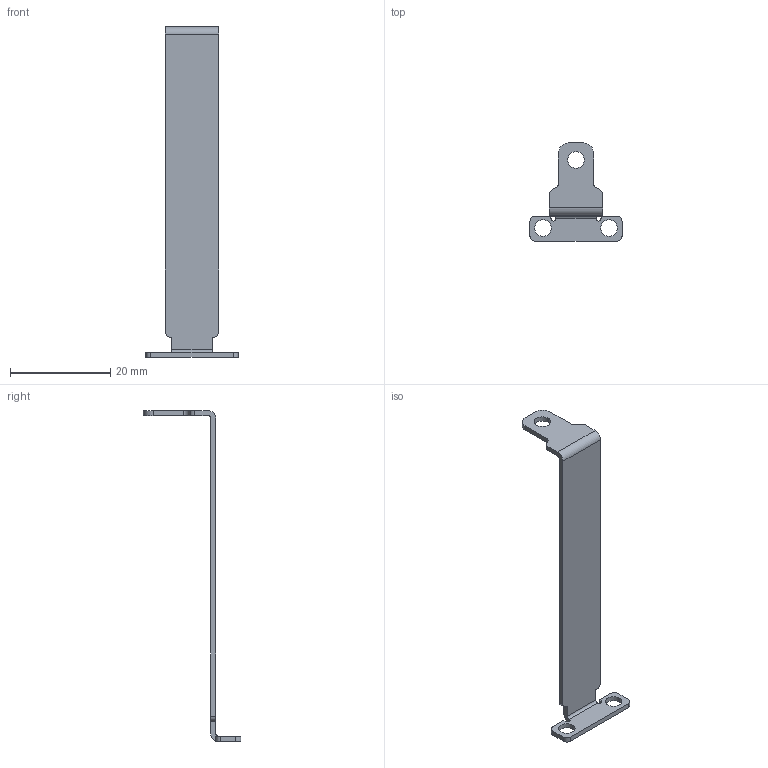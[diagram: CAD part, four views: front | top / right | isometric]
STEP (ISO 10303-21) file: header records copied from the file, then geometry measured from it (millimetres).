
FILE_DESCRIPTION((''),'2;1');
FILE_NAME('DB002825_Z-WINKEL_LGS','2011-07-06T',('jsteininge'),(''),'PRO/ENGINEER BY PARAMETRIC TECHNOLOGY CORPORATION, 2006300','PRO/ENGINEER BY PARAMETRIC TECHNOLOGY CORPORATION, 2006300','');
FILE_SCHEMA(('CONFIG_CONTROL_DESIGN'));
Length unit declared in the file: millimetre
Products named in the file (1): DB002825_Z-WINKEL_LGS
Bounding box: 18.4 x 19.5 x 66 mm (x, y, z)
Volume: 852.8 mm3; surface area: 1942.9 mm2
Topology: 1 solids, 1 shells, 48 faces, 140 edges, 100 vertices
Faces by surface type: plane 24, cylinder 24
Entity records: 2120 total; most frequent: DIRECTION 286, CARTESIAN_POINT 277, ORIENTED_EDGE 268, PRESENTATION_STYLE_ASSIGNMENT 142, STYLED_ITEM 142, CURVE_STYLE 141, EDGE_CURVE 134, AXIS2_PLACEMENT_3D 97
